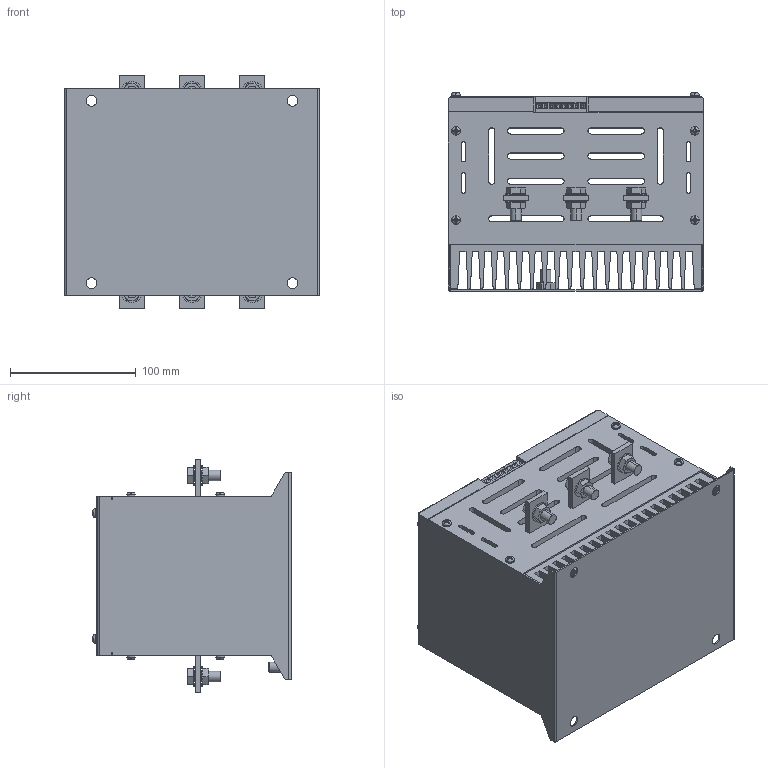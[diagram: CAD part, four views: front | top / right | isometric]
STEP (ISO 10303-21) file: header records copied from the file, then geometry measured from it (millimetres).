
FILE_DESCRIPTION (( 'STEP AP214' ), '1' );
FILE_NAME ('SR33-132.STEP', '2013-12-16T13:16:29', ( '' ), ( '' ), 'SwSTEP 2.0', 'SolidWorks 2013', '' );
FILE_SCHEMA (( 'AUTOMOTIVE_DESIGN' ));
Length unit declared in the file: millimetre
Products named in the file (1): SR33-132
Bounding box: 203 x 158 x 186 mm (x, y, z)
Volume: 3204194.6 mm3; surface area: 529358.5 mm2
Topology: 1 solids, 1 shells, 881 faces, 2302 edges, 1510 vertices
Faces by surface type: plane 580, cylinder 155, cone 122, torus 24
Entity records: 37046 total; most frequent: CARTESIAN_POINT 6550, ORIENTED_EDGE 4604, DIRECTION 4250, EDGE_CURVE 2302, VERTEX_POINT 1510, AXIS2_PLACEMENT_3D 1466, LINE 1318, VECTOR 1318
